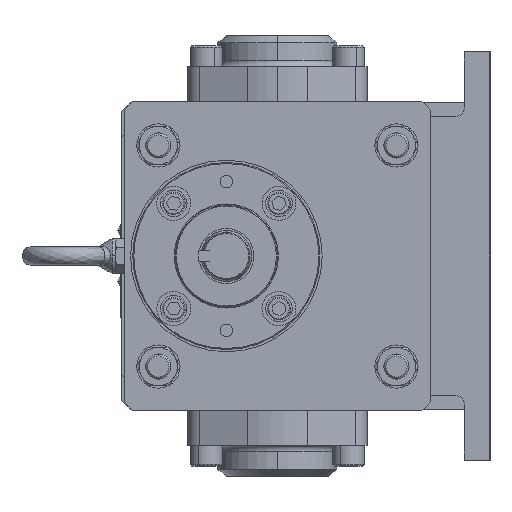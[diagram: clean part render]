
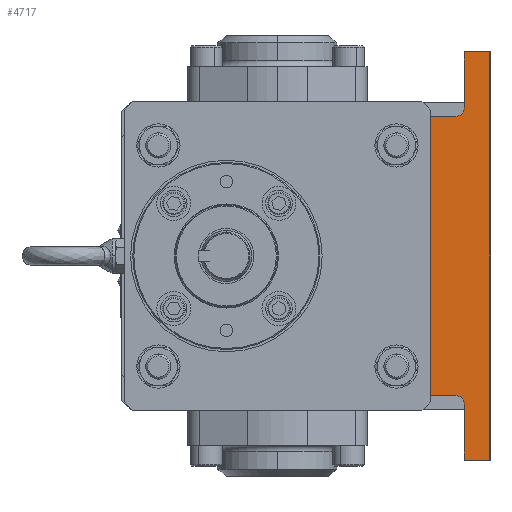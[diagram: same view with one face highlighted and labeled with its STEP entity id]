
A CAD part, left-side view. The second image highlights one B-rep face of the part: STEP entity #4717.
In plain terms, the highlighted planar face has unit normal (-1, 0, 0).
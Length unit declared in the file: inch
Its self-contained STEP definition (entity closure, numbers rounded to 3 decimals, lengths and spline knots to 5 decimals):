
#630 = CARTESIAN_POINT ( 'NONE',  ( -2.016, -6.21, -6. ) ) ;
#2893 = CARTESIAN_POINT ( 'NONE',  ( -2.016, -5.46, 4.11 ) ) ;
#4717 = ADVANCED_FACE ( 'NONE', ( #35793 ), #21884, .F. ) ;
#7760 = ORIENTED_EDGE ( 'NONE', *, *, #75351, .F. ) ;
#7763 = CARTESIAN_POINT ( 'NONE',  ( -2.016, -4.46, -4.11 ) ) ;
#10587 = ORIENTED_EDGE ( 'NONE', *, *, #109387, .T. ) ;
#11267 = EDGE_CURVE ( 'NONE', #118213, #91785, #86974, .T. ) ;
#12410 = CARTESIAN_POINT ( 'NONE',  ( -2.016, -5.21, 4.36 ) ) ;
#16297 = VERTEX_POINT ( 'NONE', #73236 ) ;
#17650 = VERTEX_POINT ( 'NONE', #121966 ) ;
#18965 = AXIS2_PLACEMENT_3D ( 'NONE', #95618, #31237, #106500 ) ;
#21884 = PLANE ( 'NONE',  #87153 ) ;
#22080 = EDGE_CURVE ( 'NONE', #42692, #118213, #35251, .T. ) ;
#23240 = ORIENTED_EDGE ( 'NONE', *, *, #11267, .F. ) ;
#24411 = AXIS2_PLACEMENT_3D ( 'NONE', #12410, #25147, #100311 ) ;
#25147 = DIRECTION ( 'NONE',  ( 1., 0., 0. ) ) ;
#26736 = CARTESIAN_POINT ( 'NONE',  ( -2.016, -5.21, -4.11 ) ) ;
#27270 = CARTESIAN_POINT ( 'NONE',  ( -2.016, -5.46, 6. ) ) ;
#28403 = VERTEX_POINT ( 'NONE', #7763 ) ;
#28658 = CARTESIAN_POINT ( 'NONE',  ( -2.016, -5.46, 4.36 ) ) ;
#29537 = VECTOR ( 'NONE', #119566, 39.37008 ) ;
#31147 = ORIENTED_EDGE ( 'NONE', *, *, #22080, .F. ) ;
#31237 = DIRECTION ( 'NONE',  ( 1., 0., 0. ) ) ;
#32688 = DIRECTION ( 'NONE',  ( 0., 1., 0. ) ) ;
#33470 = CIRCLE ( 'NONE', #18965, 0.25 ) ;
#33675 = VECTOR ( 'NONE', #119609, 39.37008 ) ;
#35251 = LINE ( 'NONE', #78034, #72142 ) ;
#35793 = FACE_OUTER_BOUND ( 'NONE', #131200, .T. ) ;
#36631 = VECTOR ( 'NONE', #110360, 39.37008 ) ;
#40588 = CARTESIAN_POINT ( 'NONE',  ( -2.016, -6.21, -6. ) ) ;
#42090 = EDGE_CURVE ( 'NONE', #138453, #46197, #110225, .T. ) ;
#42692 = VERTEX_POINT ( 'NONE', #27270 ) ;
#45005 = LINE ( 'NONE', #98132, #36631 ) ;
#46197 = VERTEX_POINT ( 'NONE', #68645 ) ;
#51304 = CIRCLE ( 'NONE', #24411, 0.25 ) ;
#52111 = ORIENTED_EDGE ( 'NONE', *, *, #79933, .T. ) ;
#53813 = DIRECTION ( 'NONE',  ( 1., 0., 0. ) ) ;
#54005 = DIRECTION ( 'NONE',  ( 0., -1., 0. ) ) ;
#55687 = ORIENTED_EDGE ( 'NONE', *, *, #103074, .F. ) ;
#61359 = VERTEX_POINT ( 'NONE', #26736 ) ;
#62538 = DIRECTION ( 'NONE',  ( 0., 0., -1. ) ) ;
#67406 = ORIENTED_EDGE ( 'NONE', *, *, #68563, .F. ) ;
#67546 = EDGE_CURVE ( 'NONE', #28403, #138453, #87425, .T. ) ;
#68563 = EDGE_CURVE ( 'NONE', #17650, #16297, #112168, .T. ) ;
#68645 = CARTESIAN_POINT ( 'NONE',  ( -2.016, -5.21, 4.11 ) ) ;
#68683 = CARTESIAN_POINT ( 'NONE',  ( -2.016, -4.46, 4.11 ) ) ;
#72142 = VECTOR ( 'NONE', #54005, 39.37008 ) ;
#73236 = CARTESIAN_POINT ( 'NONE',  ( -2.016, -5.46, -4.36 ) ) ;
#75351 = EDGE_CURVE ( 'NONE', #91785, #17650, #105500, .T. ) ;
#76277 = ORIENTED_EDGE ( 'NONE', *, *, #42090, .F. ) ;
#78034 = CARTESIAN_POINT ( 'NONE',  ( -2.016, -5.46, 6. ) ) ;
#79933 = EDGE_CURVE ( 'NONE', #88593, #46197, #51304, .T. ) ;
#86943 = VECTOR ( 'NONE', #126647, 39.37008 ) ;
#86974 = LINE ( 'NONE', #94993, #92138 ) ;
#87153 = AXIS2_PLACEMENT_3D ( 'NONE', #117815, #53813, #32688 ) ;
#87425 = LINE ( 'NONE', #112088, #119416 ) ;
#88593 = VERTEX_POINT ( 'NONE', #28658 ) ;
#91530 = CARTESIAN_POINT ( 'NONE',  ( -2.016, -5.46, -4.11 ) ) ;
#91785 = VERTEX_POINT ( 'NONE', #630 ) ;
#92138 = VECTOR ( 'NONE', #62538, 39.37008 ) ;
#92816 = ORIENTED_EDGE ( 'NONE', *, *, #67546, .F. ) ;
#94993 = CARTESIAN_POINT ( 'NONE',  ( -2.016, -6.21, 6. ) ) ;
#95618 = CARTESIAN_POINT ( 'NONE',  ( -2.016, -5.21, -4.36 ) ) ;
#98132 = CARTESIAN_POINT ( 'NONE',  ( -2.016, -4.46, -4.11 ) ) ;
#99238 = LINE ( 'NONE', #2893, #33675 ) ;
#100311 = DIRECTION ( 'NONE',  ( 0., 0., -1. ) ) ;
#103074 = EDGE_CURVE ( 'NONE', #88593, #42692, #99238, .T. ) ;
#105500 = LINE ( 'NONE', #40588, #86943 ) ;
#106049 = ORIENTED_EDGE ( 'NONE', *, *, #121346, .F. ) ;
#106500 = DIRECTION ( 'NONE',  ( 0., 0., -1. ) ) ;
#109387 = EDGE_CURVE ( 'NONE', #61359, #16297, #33470, .T. ) ;
#110225 = LINE ( 'NONE', #118174, #29537 ) ;
#110360 = DIRECTION ( 'NONE',  ( 0., 1., 0. ) ) ;
#112088 = CARTESIAN_POINT ( 'NONE',  ( -2.016, -4.46, -4.11 ) ) ;
#112168 = LINE ( 'NONE', #91530, #132362 ) ;
#113031 = DIRECTION ( 'NONE',  ( 0., 0., 1. ) ) ;
#117815 = CARTESIAN_POINT ( 'NONE',  ( -2.016, -4.46, 0. ) ) ;
#118174 = CARTESIAN_POINT ( 'NONE',  ( -2.016, -4.46, 4.11 ) ) ;
#118213 = VERTEX_POINT ( 'NONE', #121721 ) ;
#119416 = VECTOR ( 'NONE', #113031, 39.37008 ) ;
#119566 = DIRECTION ( 'NONE',  ( 0., -1., 0. ) ) ;
#119609 = DIRECTION ( 'NONE',  ( 0., 0., 1. ) ) ;
#121346 = EDGE_CURVE ( 'NONE', #61359, #28403, #45005, .T. ) ;
#121721 = CARTESIAN_POINT ( 'NONE',  ( -2.016, -6.21, 6. ) ) ;
#121966 = CARTESIAN_POINT ( 'NONE',  ( -2.016, -5.46, -6. ) ) ;
#123567 = DIRECTION ( 'NONE',  ( 0., 0., 1. ) ) ;
#126647 = DIRECTION ( 'NONE',  ( 0., 1., 0. ) ) ;
#131200 = EDGE_LOOP ( 'NONE', ( #31147, #55687, #52111, #76277, #92816, #106049, #10587, #67406, #7760, #23240 ) ) ;
#132362 = VECTOR ( 'NONE', #123567, 39.37008 ) ;
#138453 = VERTEX_POINT ( 'NONE', #68683 ) ;
